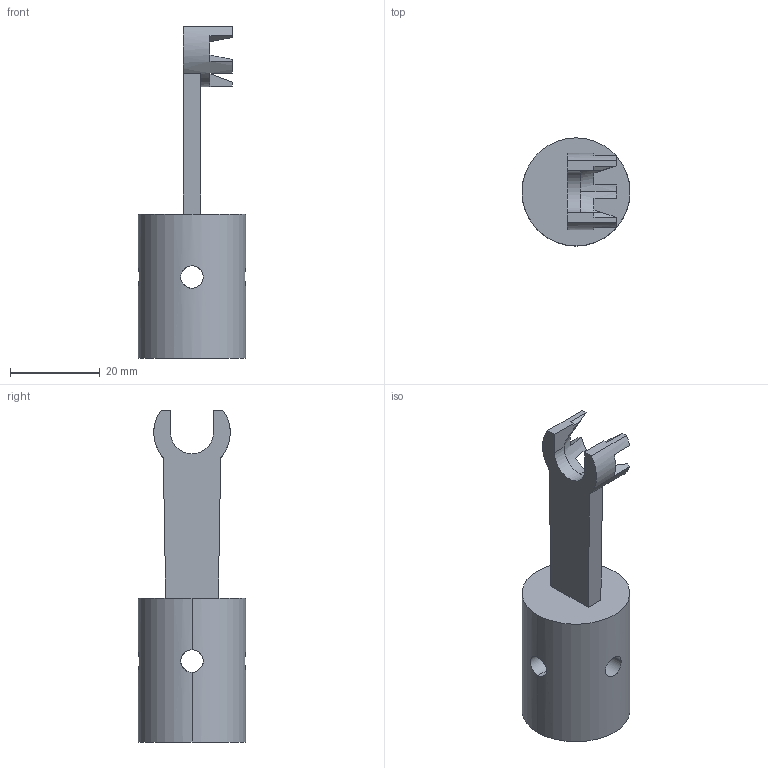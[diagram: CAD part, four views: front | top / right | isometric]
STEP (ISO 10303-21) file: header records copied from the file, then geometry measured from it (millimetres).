
FILE_DESCRIPTION (( 'STEP AP203' ), '1' );
FILE_NAME ('STP-5281-123-011-0(04576).STEP', '2022-07-26T03:18:34', ( '' ), ( '' ), 'SwSTEP 2.0', 'SolidWorks 2017', '' );
FILE_SCHEMA (( 'CONFIG_CONTROL_DESIGN' ));
Length unit declared in the file: millimetre
Products named in the file (1): STP-5281-123-011-0(04576)
Bounding box: 24 x 24 x 73.8 mm (x, y, z)
Volume: 11115.4 mm3; surface area: 6398.8 mm2
Topology: 1 solids, 1 shells, 48 faces, 136 edges, 88 vertices
Faces by surface type: plane 32, cylinder 14, cone 2
Entity records: 2128 total; most frequent: CARTESIAN_POINT 819, ORIENTED_EDGE 272, DIRECTION 237, EDGE_CURVE 136, VERTEX_POINT 88, AXIS2_PLACEMENT_3D 82, LINE 73, VECTOR 73
